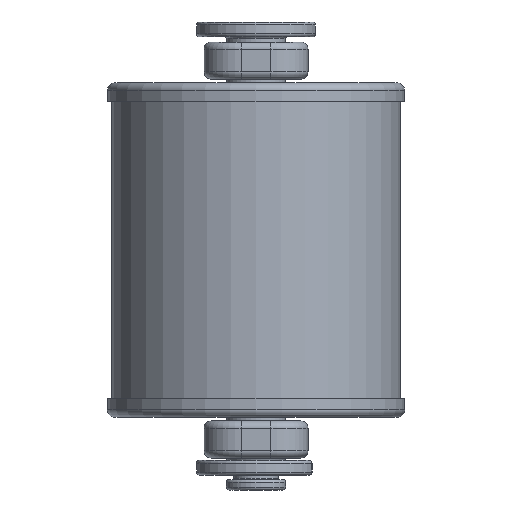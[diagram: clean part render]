
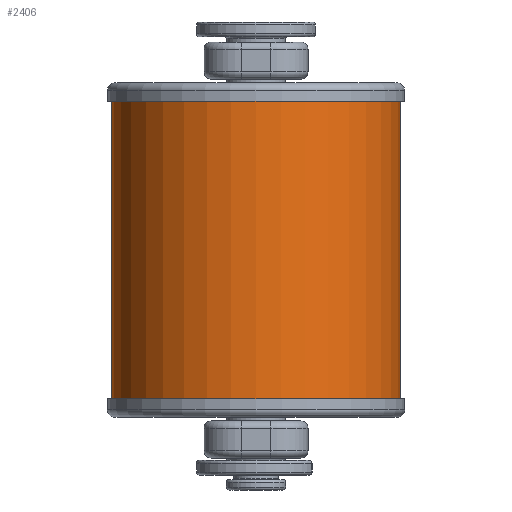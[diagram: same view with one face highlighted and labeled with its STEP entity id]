
A CAD part, left-side view. The second image highlights one B-rep face of the part: STEP entity #2406.
In plain terms, the highlighted cylindrical face has radius 19.4 mm (diameter 38.8 mm), a full revolution.
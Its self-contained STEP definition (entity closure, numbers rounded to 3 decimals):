
#59=LINE('',#3934,#178);
#178=VECTOR('',#3029,19.4);
#297=CYLINDRICAL_SURFACE('',#2607,19.4);
#411=FACE_OUTER_BOUND('',#586,.T.);
#586=EDGE_LOOP('',(#1613,#1614,#1615,#1616));
#770=CIRCLE('',#2606,19.4);
#771=CIRCLE('',#2608,19.4);
#1005=VERTEX_POINT('',#3930);
#1006=VERTEX_POINT('',#3933);
#1226=EDGE_CURVE('',#1005,#1005,#770,.T.);
#1227=EDGE_CURVE('',#1005,#1006,#59,.T.);
#1228=EDGE_CURVE('',#1006,#1006,#771,.T.);
#1613=ORIENTED_EDGE('',*,*,#1226,.T.);
#1614=ORIENTED_EDGE('',*,*,#1227,.T.);
#1615=ORIENTED_EDGE('',*,*,#1228,.T.);
#1616=ORIENTED_EDGE('',*,*,#1227,.F.);
#2406=ADVANCED_FACE('',(#411),#297,.T.);
#2606=AXIS2_PLACEMENT_3D('',#3931,#3025,#3026);
#2607=AXIS2_PLACEMENT_3D('',#3932,#3027,#3028);
#2608=AXIS2_PLACEMENT_3D('',#3935,#3030,#3031);
#3025=DIRECTION('center_axis',(0.,0.,1.));
#3026=DIRECTION('ref_axis',(1.,0.,0.));
#3027=DIRECTION('center_axis',(0.,0.,1.));
#3028=DIRECTION('ref_axis',(1.,0.,0.));
#3029=DIRECTION('',(0.,0.,1.));
#3030=DIRECTION('center_axis',(0.,0.,-1.));
#3031=DIRECTION('ref_axis',(1.,0.,0.));
#3930=CARTESIAN_POINT('',(-19.4,0.,-20.));
#3931=CARTESIAN_POINT('Origin',(0.,0.,-20.));
#3932=CARTESIAN_POINT('Origin',(0.,0.,0.));
#3933=CARTESIAN_POINT('',(-19.4,0.,20.));
#3934=CARTESIAN_POINT('',(-19.4,0.,0.));
#3935=CARTESIAN_POINT('Origin',(0.,0.,20.));
